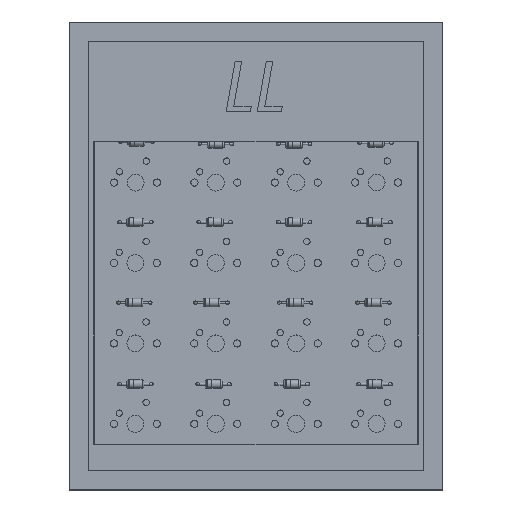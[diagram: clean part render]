
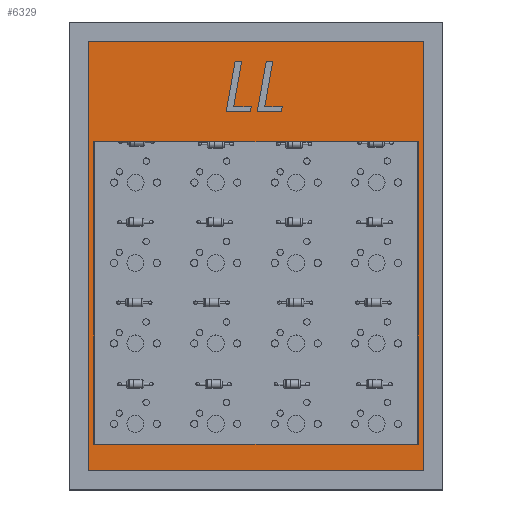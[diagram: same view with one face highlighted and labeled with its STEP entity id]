
A CAD part, top view. The second image highlights one B-rep face of the part: STEP entity #6329.
In plain terms, the highlighted planar face has unit normal (0, 0, 1).
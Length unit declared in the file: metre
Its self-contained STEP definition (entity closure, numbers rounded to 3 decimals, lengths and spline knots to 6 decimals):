
#60=LINE('',#10719,#252);
#64=LINE('',#10727,#256);
#67=LINE('',#10733,#259);
#70=LINE('',#10740,#262);
#74=LINE('',#10748,#266);
#77=LINE('',#10754,#269);
#79=LINE('',#10772,#271);
#81=LINE('',#10775,#273);
#252=VECTOR('',#8530,1.);
#256=VECTOR('',#8536,1.);
#259=VECTOR('',#8541,1.);
#262=VECTOR('',#8546,1.);
#266=VECTOR('',#8552,1.);
#269=VECTOR('',#8557,1.);
#271=VECTOR('',#8579,1.);
#273=VECTOR('',#8583,1.);
#864=ORIENTED_EDGE('',*,*,#2198,.F.);
#865=ORIENTED_EDGE('',*,*,#2202,.T.);
#866=ORIENTED_EDGE('',*,*,#2205,.T.);
#867=ORIENTED_EDGE('',*,*,#2215,.F.);
#868=ORIENTED_EDGE('',*,*,#2188,.F.);
#869=ORIENTED_EDGE('',*,*,#2192,.F.);
#870=ORIENTED_EDGE('',*,*,#2195,.T.);
#871=ORIENTED_EDGE('',*,*,#2213,.T.);
#872=ORIENTED_EDGE('',*,*,#2210,.F.);
#873=ORIENTED_EDGE('',*,*,#2208,.F.);
#874=ORIENTED_EDGE('',*,*,#2206,.F.);
#875=ORIENTED_EDGE('',*,*,#2216,.F.);
#2188=EDGE_CURVE('',#2872,#2873,#60,.T.);
#2192=EDGE_CURVE('',#2875,#2872,#64,.T.);
#2195=EDGE_CURVE('',#2875,#2877,#67,.T.);
#2198=EDGE_CURVE('',#2880,#2881,#70,.T.);
#2202=EDGE_CURVE('',#2880,#2883,#74,.T.);
#2205=EDGE_CURVE('',#2883,#2885,#77,.T.);
#2206=EDGE_CURVE('',#2886,#2886,#3490,.T.);
#2208=EDGE_CURVE('',#2888,#2888,#3492,.T.);
#2210=EDGE_CURVE('',#2890,#2890,#3494,.T.);
#2213=EDGE_CURVE('',#2877,#2873,#79,.T.);
#2215=EDGE_CURVE('',#2881,#2885,#81,.T.);
#2216=EDGE_CURVE('',#2892,#2892,#3496,.T.);
#2872=VERTEX_POINT('',#10718);
#2873=VERTEX_POINT('',#10720);
#2875=VERTEX_POINT('',#10726);
#2877=VERTEX_POINT('',#10732);
#2880=VERTEX_POINT('',#10739);
#2881=VERTEX_POINT('',#10741);
#2883=VERTEX_POINT('',#10747);
#2885=VERTEX_POINT('',#10753);
#2886=VERTEX_POINT('',#10757);
#2888=VERTEX_POINT('',#10762);
#2890=VERTEX_POINT('',#10767);
#2892=VERTEX_POINT('',#10778);
#3490=CIRCLE('',#7516,0.00145);
#3492=CIRCLE('',#7519,0.00145);
#3494=CIRCLE('',#7522,0.00145);
#3496=CIRCLE('',#7527,0.00145);
#4004=EDGE_LOOP('',(#864,#865,#866,#867));
#4005=EDGE_LOOP('',(#868,#869,#870,#871));
#4006=EDGE_LOOP('',(#872));
#4007=EDGE_LOOP('',(#873));
#4008=EDGE_LOOP('',(#874));
#4009=EDGE_LOOP('',(#875));
#5082=FACE_BOUND('',#4004,.T.);
#5083=FACE_BOUND('',#4005,.T.);
#5084=FACE_BOUND('',#4006,.T.);
#5085=FACE_BOUND('',#4007,.T.);
#5086=FACE_BOUND('',#4008,.T.);
#5087=FACE_BOUND('',#4009,.T.);
#6142=PLANE('',#7529);
#6329=ADVANCED_FACE('',(#5082,#5083,#5084,#5085,#5086,#5087),#6142,.T.);
#7516=AXIS2_PLACEMENT_3D('',#10756,#8560,#8561);
#7519=AXIS2_PLACEMENT_3D('',#10761,#8566,#8567);
#7522=AXIS2_PLACEMENT_3D('',#10766,#8572,#8573);
#7527=AXIS2_PLACEMENT_3D('',#10777,#8586,#8587);
#7529=AXIS2_PLACEMENT_3D('',#10781,#8590,#8591);
#8530=DIRECTION('',(0.,-1.,0.));
#8536=DIRECTION('',(1.,0.,0.));
#8541=DIRECTION('',(0.,-1.,0.));
#8546=DIRECTION('',(0.,-1.,0.));
#8552=DIRECTION('',(1.,0.,0.));
#8557=DIRECTION('',(0.,-1.,0.));
#8560=DIRECTION('',(0.,0.,1.));
#8561=DIRECTION('',(1.,0.,0.));
#8566=DIRECTION('',(0.,0.,1.));
#8567=DIRECTION('',(1.,0.,0.));
#8572=DIRECTION('',(0.,0.,1.));
#8573=DIRECTION('',(1.,0.,0.));
#8579=DIRECTION('',(1.,0.,0.));
#8583=DIRECTION('',(1.,0.,0.));
#8586=DIRECTION('',(0.,0.,1.));
#8587=DIRECTION('',(1.,0.,0.));
#8590=DIRECTION('',(0.,0.,1.));
#8591=DIRECTION('',(1.,0.,0.));
#10718=CARTESIAN_POINT('',(0.150542,-0.017098,0.013));
#10719=CARTESIAN_POINT('',(0.150542,-0.071501,0.013));
#10720=CARTESIAN_POINT('',(0.150542,-0.125904,0.013));
#10726=CARTESIAN_POINT('',(0.064088,-0.017098,0.013));
#10727=CARTESIAN_POINT('',(0.107315,-0.017098,0.013));
#10732=CARTESIAN_POINT('',(0.064088,-0.125904,0.013));
#10733=CARTESIAN_POINT('',(0.064088,-0.071501,0.013));
#10739=CARTESIAN_POINT('',(0.068888,-0.044398,0.013));
#10740=CARTESIAN_POINT('',(0.068888,-0.071501,0.013));
#10741=CARTESIAN_POINT('',(0.068888,-0.116104,0.013));
#10747=CARTESIAN_POINT('',(0.145742,-0.044398,0.013));
#10748=CARTESIAN_POINT('',(0.107315,-0.044398,0.013));
#10753=CARTESIAN_POINT('',(0.145742,-0.116104,0.013));
#10754=CARTESIAN_POINT('',(0.145742,-0.071501,0.013));
#10756=CARTESIAN_POINT('',(0.066588,-0.123404,0.013));
#10757=CARTESIAN_POINT('',(0.068038,-0.123404,0.013));
#10761=CARTESIAN_POINT('',(0.148042,-0.019598,0.013));
#10762=CARTESIAN_POINT('',(0.149492,-0.019598,0.013));
#10766=CARTESIAN_POINT('',(0.066588,-0.019598,0.013));
#10767=CARTESIAN_POINT('',(0.068038,-0.019598,0.013));
#10772=CARTESIAN_POINT('',(0.107315,-0.125904,0.013));
#10775=CARTESIAN_POINT('',(0.107315,-0.116104,0.013));
#10777=CARTESIAN_POINT('',(0.148042,-0.123404,0.013));
#10778=CARTESIAN_POINT('',(0.149492,-0.123404,0.013));
#10781=CARTESIAN_POINT('',(0.107315,-0.071501,0.013));
